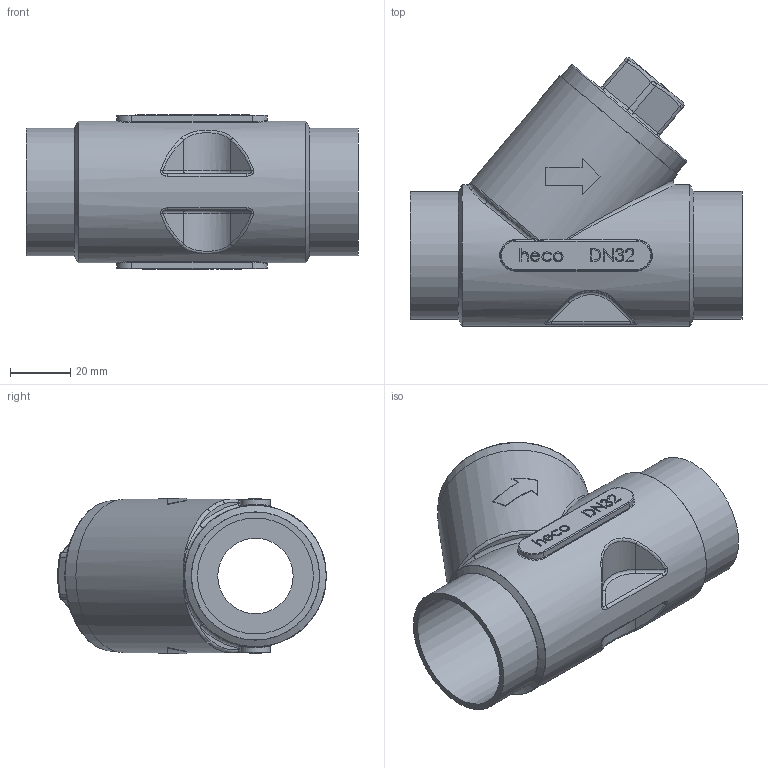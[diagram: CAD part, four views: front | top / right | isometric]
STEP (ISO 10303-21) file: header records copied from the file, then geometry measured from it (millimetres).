
FILE_DESCRIPTION (( 'STEP AP214' ), '1' );
FILE_NAME ('RV-114-00S-4 Rückschlagventil SE 2204.STEP', '2022-04-06T13:28:28', ( '' ), ( '' ), 'SwSTEP 2.0', 'SolidWorks 2019', '' );
FILE_SCHEMA (( 'AUTOMOTIVE_DESIGN' ));
Length unit declared in the file: millimetre
Products named in the file (1): RV-114-00S-4 Rückschlagventil SE 2204
Bounding box: 110 x 89.05 x 51.4 mm (x, y, z)
Volume: 166539.6 mm3; surface area: 36785.4 mm2
Topology: 1 solids, 1 shells, 451 faces, 1147 edges, 736 vertices
Faces by surface type: plane 199, bspline 183, cylinder 46, torus 20, cone 3
Full cylindrical faces by diameter (mm): 25 x1, 38.4 x2, 42.4 x2, 47 x1, 50 x1, 51 x1
Entity records: 25732 total; most frequent: CARTESIAN_POINT 13601, ORIENTED_EDGE 2238, DIRECTION 1389, EDGE_CURVE 1119, VERTEX_POINT 726, LINE 591, VECTOR 591, EDGE_LOOP 509
